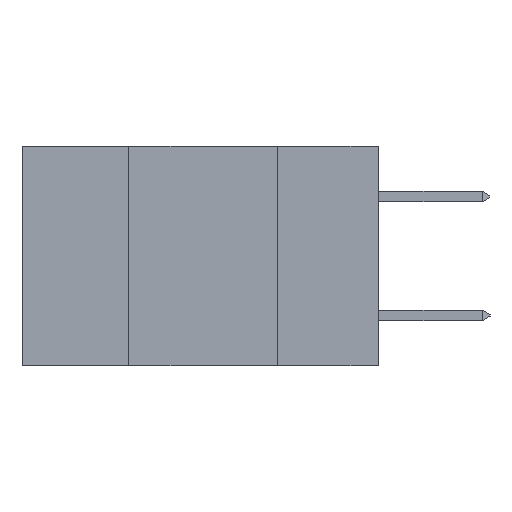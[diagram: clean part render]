
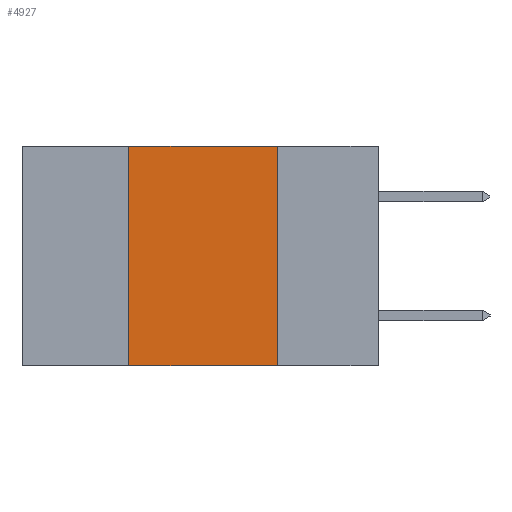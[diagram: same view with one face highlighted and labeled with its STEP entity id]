
A CAD part, left-side view. The second image highlights one B-rep face of the part: STEP entity #4927.
In plain terms, the highlighted planar face has unit normal (-1, 0, 0).
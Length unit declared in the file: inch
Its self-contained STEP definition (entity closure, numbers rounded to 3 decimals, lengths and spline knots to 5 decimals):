
#742 = PLANE ( 'NONE',  #7582 ) ;
#779 = VERTEX_POINT ( 'NONE', #9926 ) ;
#1588 = CARTESIAN_POINT ( 'NONE',  ( 0., 0.17, -0.37 ) ) ;
#2529 = ORIENTED_EDGE ( 'NONE', *, *, #7789, .F. ) ;
#2763 = CARTESIAN_POINT ( 'NONE',  ( 0., 0.42, 0. ) ) ;
#2930 = CARTESIAN_POINT ( 'NONE',  ( 0., 0.6, -0.37 ) ) ;
#3020 = EDGE_CURVE ( 'NONE', #3910, #8717, #4980, .T. ) ;
#3148 = DIRECTION ( 'NONE',  ( 1., 0., 0. ) ) ;
#3153 = EDGE_CURVE ( 'NONE', #9610, #3910, #8042, .T. ) ;
#3514 = VECTOR ( 'NONE', #5625, 39.37008 ) ;
#3910 = VERTEX_POINT ( 'NONE', #4583 ) ;
#4583 = CARTESIAN_POINT ( 'NONE',  ( 0., 0.17, 0. ) ) ;
#4927 = ADVANCED_FACE ( 'NONE', ( #6962 ), #742, .F. ) ;
#4980 = LINE ( 'NONE', #8172, #7000 ) ;
#5523 = LINE ( 'NONE', #2930, #9283 ) ;
#5625 = DIRECTION ( 'NONE',  ( 0., 0., 1. ) ) ;
#5976 = DIRECTION ( 'NONE',  ( 0., -1., 0. ) ) ;
#6054 = VECTOR ( 'NONE', #7798, 39.37008 ) ;
#6443 = CARTESIAN_POINT ( 'NONE',  ( 0., 0.42, -0.37 ) ) ;
#6641 = EDGE_LOOP ( 'NONE', ( #7637, #9861, #2529, #7402 ) ) ;
#6962 = FACE_OUTER_BOUND ( 'NONE', #6641, .T. ) ;
#7000 = VECTOR ( 'NONE', #8103, 39.37008 ) ;
#7402 = ORIENTED_EDGE ( 'NONE', *, *, #9179, .T. ) ;
#7582 = AXIS2_PLACEMENT_3D ( 'NONE', #9920, #3148, #8456 ) ;
#7637 = ORIENTED_EDGE ( 'NONE', *, *, #3020, .F. ) ;
#7789 = EDGE_CURVE ( 'NONE', #779, #9610, #9301, .T. ) ;
#7798 = DIRECTION ( 'NONE',  ( 0., -1., 0. ) ) ;
#7819 = CARTESIAN_POINT ( 'NONE',  ( 0., 0.6, 0. ) ) ;
#8042 = LINE ( 'NONE', #7819, #6054 ) ;
#8103 = DIRECTION ( 'NONE',  ( 0., 0., -1. ) ) ;
#8172 = CARTESIAN_POINT ( 'NONE',  ( 0., 0.17, -0.37 ) ) ;
#8456 = DIRECTION ( 'NONE',  ( 0., 0., -1. ) ) ;
#8717 = VERTEX_POINT ( 'NONE', #1588 ) ;
#9179 = EDGE_CURVE ( 'NONE', #779, #8717, #5523, .T. ) ;
#9283 = VECTOR ( 'NONE', #5976, 39.37008 ) ;
#9301 = LINE ( 'NONE', #6443, #3514 ) ;
#9610 = VERTEX_POINT ( 'NONE', #2763 ) ;
#9861 = ORIENTED_EDGE ( 'NONE', *, *, #3153, .F. ) ;
#9920 = CARTESIAN_POINT ( 'NONE',  ( 0., 0.6, 0. ) ) ;
#9926 = CARTESIAN_POINT ( 'NONE',  ( 0., 0.42, -0.37 ) ) ;
